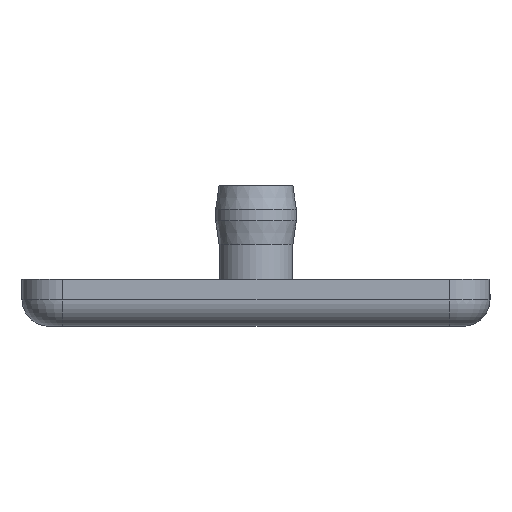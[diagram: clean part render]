
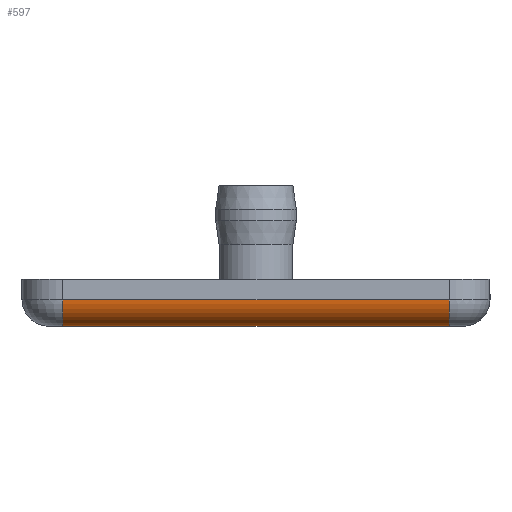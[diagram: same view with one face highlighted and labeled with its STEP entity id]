
A CAD part, front view. The second image highlights one B-rep face of the part: STEP entity #597.
In plain terms, the highlighted cylindrical face has radius 2.25 mm (diameter 4.5 mm), a partial arc.
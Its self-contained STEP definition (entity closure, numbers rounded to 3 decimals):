
#81 = DIRECTION ( 'NONE',  ( 1., 0., 0. ) ) ;
#108 = EDGE_CURVE ( 'NONE', #1026, #2729, #835, .T. ) ;
#224 = DIRECTION ( 'NONE',  ( 0., 0., -1. ) ) ;
#225 = ORIENTED_EDGE ( 'NONE', *, *, #1102, .T. ) ;
#495 = CARTESIAN_POINT ( 'NONE',  ( 16.5, -97.75, -1.75 ) ) ;
#513 = VECTOR ( 'NONE', #2338, 1000. ) ;
#597 = ADVANCED_FACE ( 'NONE', ( #1368 ), #3144, .T. ) ;
#835 = LINE ( 'NONE', #1053, #2948 ) ;
#887 = CIRCLE ( 'NONE', #1403, 2.25 ) ;
#972 = CARTESIAN_POINT ( 'NONE',  ( 16.5, -97.75, -4. ) ) ;
#1026 = VERTEX_POINT ( 'NONE', #2670 ) ;
#1053 = CARTESIAN_POINT ( 'NONE',  ( -10., -100., -1.75 ) ) ;
#1102 = EDGE_CURVE ( 'NONE', #1144, #1026, #1230, .T. ) ;
#1144 = VERTEX_POINT ( 'NONE', #972 ) ;
#1198 = DIRECTION ( 'NONE',  ( 1., 0., 0. ) ) ;
#1230 = CIRCLE ( 'NONE', #3034, 2.25 ) ;
#1368 = FACE_OUTER_BOUND ( 'NONE', #2476, .T. ) ;
#1403 = AXIS2_PLACEMENT_3D ( 'NONE', #2757, #1198, #224 ) ;
#1599 = CARTESIAN_POINT ( 'NONE',  ( 0., -97.75, -4. ) ) ;
#1678 = DIRECTION ( 'NONE',  ( -1., 0., 0. ) ) ;
#1694 = DIRECTION ( 'NONE',  ( 0., 0., -1. ) ) ;
#1696 = EDGE_CURVE ( 'NONE', #1890, #1144, #3049, .T. ) ;
#1719 = ORIENTED_EDGE ( 'NONE', *, *, #108, .T. ) ;
#1832 = ORIENTED_EDGE ( 'NONE', *, *, #2155, .T. ) ;
#1845 = CARTESIAN_POINT ( 'NONE',  ( -16.5, -97.75, -4. ) ) ;
#1874 = CARTESIAN_POINT ( 'NONE',  ( -10., -97.75, -1.75 ) ) ;
#1890 = VERTEX_POINT ( 'NONE', #1845 ) ;
#2150 = CARTESIAN_POINT ( 'NONE',  ( -16.5, -100., -1.75 ) ) ;
#2155 = EDGE_CURVE ( 'NONE', #2729, #1890, #887, .T. ) ;
#2338 = DIRECTION ( 'NONE',  ( 1., 0., 0. ) ) ;
#2476 = EDGE_LOOP ( 'NONE', ( #225, #1719, #1832, #2961 ) ) ;
#2670 = CARTESIAN_POINT ( 'NONE',  ( 16.5, -100., -1.75 ) ) ;
#2729 = VERTEX_POINT ( 'NONE', #2150 ) ;
#2757 = CARTESIAN_POINT ( 'NONE',  ( -16.5, -97.75, -1.75 ) ) ;
#2784 = DIRECTION ( 'NONE',  ( -1., 0., 0. ) ) ;
#2948 = VECTOR ( 'NONE', #2784, 1000. ) ;
#2961 = ORIENTED_EDGE ( 'NONE', *, *, #1696, .T. ) ;
#3034 = AXIS2_PLACEMENT_3D ( 'NONE', #495, #1678, #1694 ) ;
#3049 = LINE ( 'NONE', #1599, #513 ) ;
#3073 = AXIS2_PLACEMENT_3D ( 'NONE', #1874, #81, #3119 ) ;
#3119 = DIRECTION ( 'NONE',  ( 0., 0., -1. ) ) ;
#3144 = CYLINDRICAL_SURFACE ( 'NONE', #3073, 2.25 ) ;
